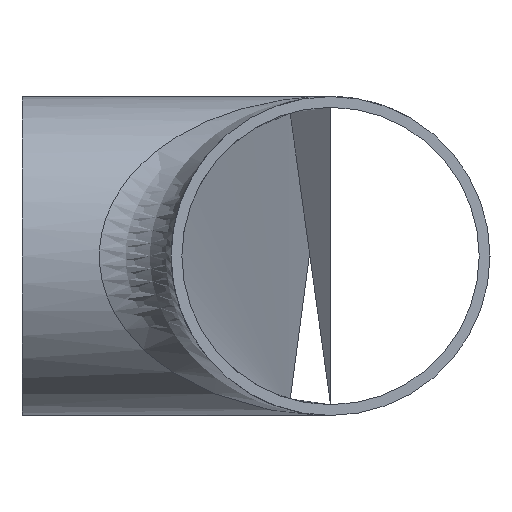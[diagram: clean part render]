
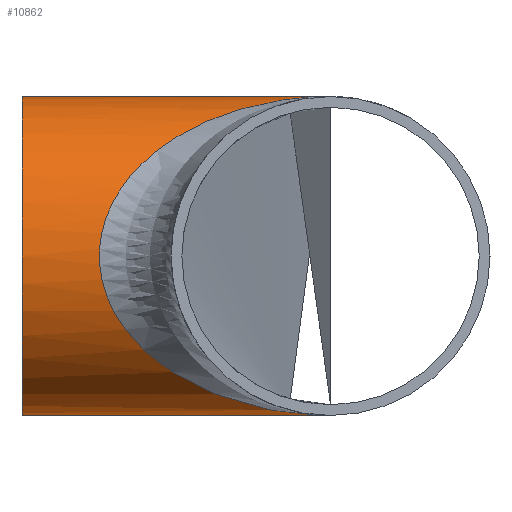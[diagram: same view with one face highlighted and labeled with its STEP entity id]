
A CAD part, left-side view. The second image highlights one B-rep face of the part: STEP entity #10862.
In plain terms, the highlighted cylindrical face has radius 44.45 mm (diameter 88.9 mm), a full revolution.
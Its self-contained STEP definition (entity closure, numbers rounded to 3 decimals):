
#874 = VERTEX_POINT ( 'NONE', #22731 ) ;
#1232 = CARTESIAN_POINT ( 'NONE',  ( 0., 0., 0. ) ) ;
#1606 = EDGE_LOOP ( 'NONE', ( #19839 ) ) ;
#2135 = VERTEX_POINT ( 'NONE', #16809 ) ;
#3065 = EDGE_CURVE ( 'NONE', #2135, #15814, #13947, .T. ) ;
#3859 = DIRECTION ( 'NONE',  ( 0., 0., -1. ) ) ;
#4127 = CARTESIAN_POINT ( 'NONE',  ( 88.9, 128.9, 44.45 ) ) ;
#4273 = CARTESIAN_POINT ( 'NONE',  ( 0., 0., -44.45 ) ) ;
#4822 = EDGE_CURVE ( 'NONE', #15814, #2135, #13634, .T. ) ;
#7155 = EDGE_CURVE ( 'NONE', #874, #874, #12226, .T. ) ;
#7457 = CARTESIAN_POINT ( 'NONE',  ( 0., 86., 0. ) ) ;
#7531 = DIRECTION ( 'NONE',  ( 0., -1., 0. ) ) ;
#7655 = FACE_OUTER_BOUND ( 'NONE', #1606, .T. ) ;
#9472 = ORIENTED_EDGE ( 'NONE', *, *, #3065, .T. ) ;
#10718 = CARTESIAN_POINT ( 'NONE',  ( 0., 0., -44.45 ) ) ;
#10854 = CARTESIAN_POINT ( 'NONE',  ( -88.9, 128.9, 44.45 ) ) ;
#10862 = ADVANCED_FACE ( 'NONE', ( #7655, #18929 ), #23173, .T. ) ;
#11931 = DIRECTION ( 'NONE',  ( 0., -1., 0. ) ) ;
#12226 = CIRCLE ( 'NONE', #21791, 44.45 ) ;
#12601 = CARTESIAN_POINT ( 'NONE',  ( 0., 0., 44.45 ) ) ;
#13300 = CARTESIAN_POINT ( 'NONE',  ( 88.9, 128.9, -44.45 ) ) ;
#13386 = EDGE_LOOP ( 'NONE', ( #23023, #9472 ) ) ;
#13634 =( BOUNDED_CURVE ( )  B_SPLINE_CURVE ( 3, ( #16481, #19992, #10854, #12601 ),
 .UNSPECIFIED., .F., .T. ) 
 B_SPLINE_CURVE_WITH_KNOTS ( ( 4, 4 ),
 ( 1.571, 4.712 ),
 .UNSPECIFIED. ) 
 CURVE ( )  GEOMETRIC_REPRESENTATION_ITEM ( )  RATIONAL_B_SPLINE_CURVE ( ( 1., 0.333, 0.333, 1. ) ) 
 REPRESENTATION_ITEM ( '' )  );
#13947 =( BOUNDED_CURVE ( )  B_SPLINE_CURVE ( 3, ( #16793, #4127, #13300, #4273 ),
 .UNSPECIFIED., .F., .F. ) 
 B_SPLINE_CURVE_WITH_KNOTS ( ( 4, 4 ),
 ( 1.571, 4.712 ),
 .UNSPECIFIED. ) 
 CURVE ( )  GEOMETRIC_REPRESENTATION_ITEM ( )  RATIONAL_B_SPLINE_CURVE ( ( 1., 0.333, 0.333, 1. ) ) 
 REPRESENTATION_ITEM ( '' )  );
#15814 = VERTEX_POINT ( 'NONE', #10718 ) ;
#16481 = CARTESIAN_POINT ( 'NONE',  ( 0., 0., -44.45 ) ) ;
#16793 = CARTESIAN_POINT ( 'NONE',  ( 0., 0., 44.45 ) ) ;
#16809 = CARTESIAN_POINT ( 'NONE',  ( 0., 0., 44.45 ) ) ;
#18929 = FACE_OUTER_BOUND ( 'NONE', #13386, .T. ) ;
#19839 = ORIENTED_EDGE ( 'NONE', *, *, #7155, .T. ) ;
#19992 = CARTESIAN_POINT ( 'NONE',  ( -88.9, 128.9, -44.45 ) ) ;
#20733 = DIRECTION ( 'NONE',  ( 0., 0., -1. ) ) ;
#21791 = AXIS2_PLACEMENT_3D ( 'NONE', #7457, #7531, #3859 ) ;
#22731 = CARTESIAN_POINT ( 'NONE',  ( 0., 86., -44.45 ) ) ;
#22917 = AXIS2_PLACEMENT_3D ( 'NONE', #1232, #11931, #20733 ) ;
#23023 = ORIENTED_EDGE ( 'NONE', *, *, #4822, .T. ) ;
#23173 = CYLINDRICAL_SURFACE ( 'NONE', #22917, 44.45 ) ;
